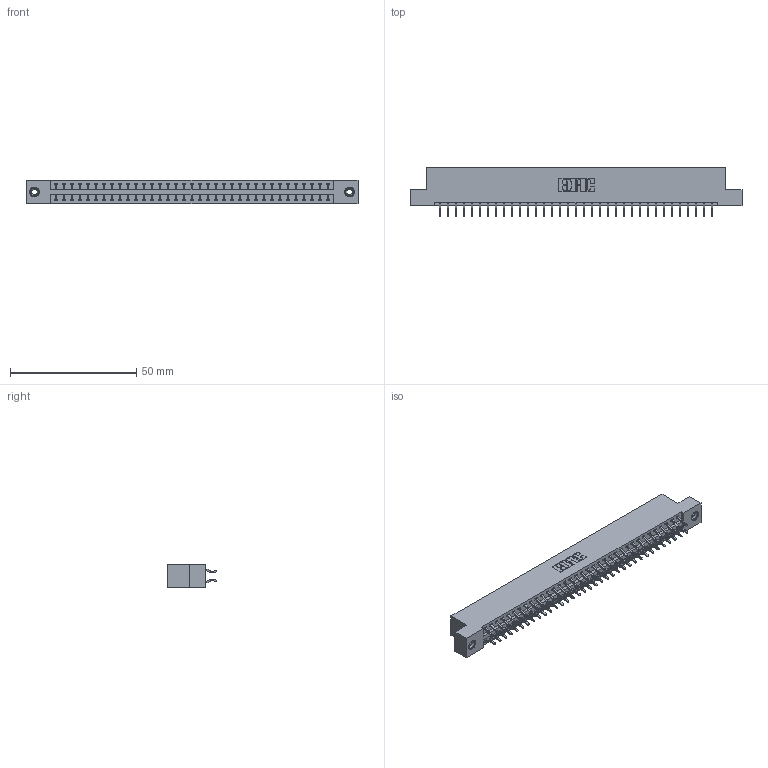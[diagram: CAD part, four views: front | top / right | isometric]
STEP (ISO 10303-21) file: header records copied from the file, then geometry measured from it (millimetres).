
FILE_DESCRIPTION (( 'STEP AP203' ), '1' );
FILE_NAME ('346-070-556-208.STEP', '2022-05-24T22:06:35', ( '' ), ( '' ), 'SwSTEP 2.0', 'SolidWorks 2020', '' );
FILE_SCHEMA (( 'CONFIG_CONTROL_DESIGN' ));
Length unit declared in the file: inch
Products named in the file (4): 345-292-001_556 Tail; 346-070-556-208; 345-250-001_345-250-003-102; 346 Part_Flush Mounting Lugs - 0.156 Dia-TI
Assembly tree (73 placements, depth 2):
  346-070-556-208
    346 Part_Flush Mounting Lugs - 0.156 Dia-TI
    345-292-001_556 Tail  x70
    345-250-001_345-250-003-102  x2
Bounding box: 131.7 x 19.57 x 9.4 mm (x, y, z)
Volume: 12778.6 mm3; surface area: 17410.1 mm2
Topology: 73 solids, 73 shells, 4242 faces, 12575 edges, 8282 vertices
Faces by surface type: plane 2838, cylinder 1388, cone 12, torus 4
Entity records: 25190 total; most frequent: CARTESIAN_POINT 4159, ORIENTED_EDGE 4074, DIRECTION 3731, EDGE_CURVE 2037, VECTOR 1737, LINE 1737, VERTEX_POINT 1352, AXIS2_PLACEMENT_3D 997
